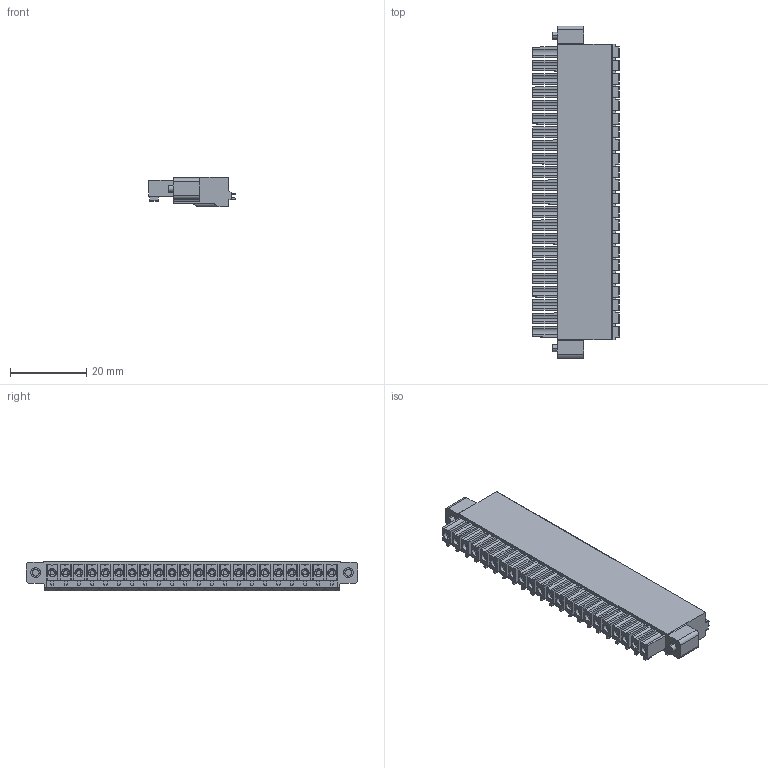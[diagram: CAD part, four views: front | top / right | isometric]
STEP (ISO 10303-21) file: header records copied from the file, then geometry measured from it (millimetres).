
FILE_DESCRIPTION((''),'2;1');
FILE_NAME('PRT0001','2024-09-24T',('sheji'),(''),'PRO/ENGINEER BY PARAMETRIC TECHNOLOGY CORPORATION, 2015240','PRO/ENGINEER BY PARAMETRIC TECHNOLOGY CORPORATION, 2015240','');
FILE_SCHEMA(('CONFIG_CONTROL_DESIGN'));
Length unit declared in the file: millimetre
Products named in the file (1): PRT0001
Bounding box: 22.8 x 87.3 x 7.75 mm (x, y, z)
Volume: 9797.7 mm3; surface area: 7369.8 mm2
Topology: 1 solids, 1 shells, 1420 faces, 3698 edges, 2395 vertices
Faces by surface type: plane 759, cylinder 529, cone 132
Entity records: 44323 total; most frequent: CARTESIAN_POINT 8838, DIRECTION 7440, ORIENTED_EDGE 7396, EDGE_CURVE 3698, AXIS2_PLACEMENT_3D 2538, VERTEX_POINT 2395, VECTOR 2364, LINE 2364
